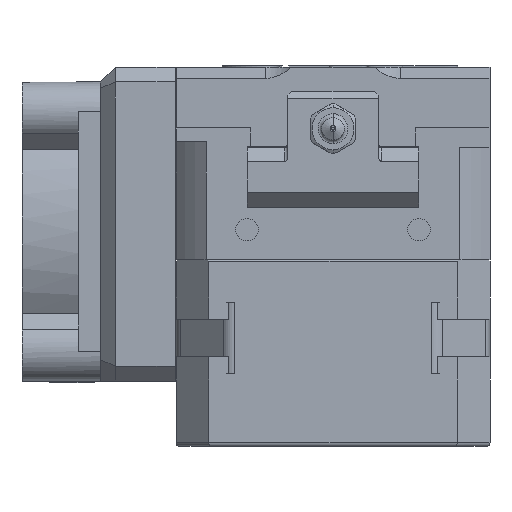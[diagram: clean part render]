
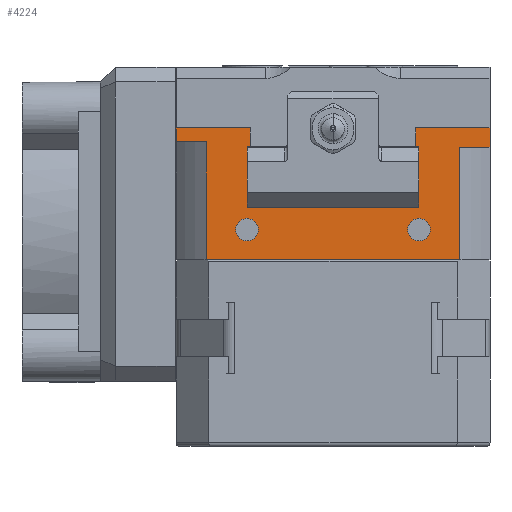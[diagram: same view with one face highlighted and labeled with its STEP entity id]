
A CAD part, front view. The second image highlights one B-rep face of the part: STEP entity #4224.
In plain terms, the highlighted planar face has unit normal (0, -1, 0).
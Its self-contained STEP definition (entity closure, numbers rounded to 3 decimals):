
#11 = ORIENTED_EDGE ( 'NONE', *, *, #14976, .F. ) ;
#63 = LINE ( 'NONE', #8491, #26354 ) ;
#86 = EDGE_CURVE ( 'NONE', #25519, #16963, #22958, .T. ) ;
#500 = VERTEX_POINT ( 'NONE', #16398 ) ;
#780 = VERTEX_POINT ( 'NONE', #15245 ) ;
#1095 = VECTOR ( 'NONE', #20765, 1000. ) ;
#1654 = VECTOR ( 'NONE', #3416, 1000. ) ;
#1754 = CARTESIAN_POINT ( 'NONE',  ( -16.971, -21., 25. ) ) ;
#1762 = LINE ( 'NONE', #9920, #25313 ) ;
#1813 = EDGE_CURVE ( 'NONE', #22124, #21372, #5497, .T. ) ;
#2492 = ORIENTED_EDGE ( 'NONE', *, *, #1813, .F. ) ;
#2918 = VERTEX_POINT ( 'NONE', #1754 ) ;
#2992 = EDGE_CURVE ( 'NONE', #26316, #500, #26841, .T. ) ;
#3029 = VECTOR ( 'NONE', #13956, 1000. ) ;
#3081 = CARTESIAN_POINT ( 'NONE',  ( -16.971, -21., 50.75 ) ) ;
#3157 = LINE ( 'NONE', #15569, #1654 ) ;
#3394 = CARTESIAN_POINT ( 'NONE',  ( 11.1, -21., 25. ) ) ;
#3416 = DIRECTION ( 'NONE',  ( 1., 0., 0. ) ) ;
#3431 = ORIENTED_EDGE ( 'NONE', *, *, #6558, .F. ) ;
#3848 = EDGE_CURVE ( 'NONE', #11137, #780, #1762, .T. ) ;
#3912 = DIRECTION ( 'NONE',  ( 1., 0., 0. ) ) ;
#4055 = DIRECTION ( 'NONE',  ( 1., 0., 0. ) ) ;
#4116 = CARTESIAN_POINT ( 'NONE',  ( -10., -21., 29. ) ) ;
#4224 = ADVANCED_FACE ( 'NONE', ( #26918, #27191, #16448 ), #24835, .F. ) ;
#4500 = CARTESIAN_POINT ( 'NONE',  ( -11.5, -21., 29. ) ) ;
#5289 = AXIS2_PLACEMENT_3D ( 'NONE', #4500, #10852, #6015 ) ;
#5377 = EDGE_LOOP ( 'NONE', ( #25529, #24068 ) ) ;
#5400 = VERTEX_POINT ( 'NONE', #14296 ) ;
#5497 = LINE ( 'NONE', #22570, #20425 ) ;
#5550 = DIRECTION ( 'NONE',  ( 1., 0., 0. ) ) ;
#5675 = ORIENTED_EDGE ( 'NONE', *, *, #24108, .T. ) ;
#5721 = VERTEX_POINT ( 'NONE', #26130 ) ;
#5958 = EDGE_CURVE ( 'NONE', #5400, #11137, #17670, .T. ) ;
#6015 = DIRECTION ( 'NONE',  ( 1., 0., 0. ) ) ;
#6142 = DIRECTION ( 'NONE',  ( 1., 0., 0. ) ) ;
#6558 = EDGE_CURVE ( 'NONE', #500, #21612, #3157, .T. ) ;
#6705 = LINE ( 'NONE', #17033, #24308 ) ;
#6953 = DIRECTION ( 'NONE',  ( 0., 0., -1. ) ) ;
#7629 = DIRECTION ( 'NONE',  ( 0., -1., 0. ) ) ;
#7708 = CARTESIAN_POINT ( 'NONE',  ( -21., -21., 40.75 ) ) ;
#8026 = CARTESIAN_POINT ( 'NONE',  ( 21., -21., 42.6 ) ) ;
#8229 = LINE ( 'NONE', #25008, #20519 ) ;
#8329 = DIRECTION ( 'NONE',  ( 0., 1., 0. ) ) ;
#8364 = DIRECTION ( 'NONE',  ( 0., 0., -1. ) ) ;
#8380 = EDGE_LOOP ( 'NONE', ( #3431, #24633, #12092, #11895, #5675, #20360, #19712, #13346, #2492, #10243, #25423, #25796 ) ) ;
#8491 = CARTESIAN_POINT ( 'NONE',  ( 21., -21., 56.448 ) ) ;
#9574 = VECTOR ( 'NONE', #25410, 1000. ) ;
#9796 = CARTESIAN_POINT ( 'NONE',  ( 11.5, -21., 29. ) ) ;
#9920 = CARTESIAN_POINT ( 'NONE',  ( 16.971, -21., 50.75 ) ) ;
#9998 = VERTEX_POINT ( 'NONE', #24059 ) ;
#10005 = AXIS2_PLACEMENT_3D ( 'NONE', #25259, #8329, #3912 ) ;
#10243 = ORIENTED_EDGE ( 'NONE', *, *, #11414, .F. ) ;
#10262 = CARTESIAN_POINT ( 'NONE',  ( -21., -21., 40.75 ) ) ;
#10469 = DIRECTION ( 'NONE',  ( 0., 0., -1. ) ) ;
#10754 = EDGE_LOOP ( 'NONE', ( #11, #12544 ) ) ;
#10852 = DIRECTION ( 'NONE',  ( 0., -1., 0. ) ) ;
#10872 = CARTESIAN_POINT ( 'NONE',  ( 16.971, -21., 40. ) ) ;
#11137 = VERTEX_POINT ( 'NONE', #10872 ) ;
#11414 = EDGE_CURVE ( 'NONE', #15195, #22124, #27085, .T. ) ;
#11503 = LINE ( 'NONE', #3081, #26096 ) ;
#11568 = VERTEX_POINT ( 'NONE', #19089 ) ;
#11895 = ORIENTED_EDGE ( 'NONE', *, *, #21290, .T. ) ;
#12039 = CARTESIAN_POINT ( 'NONE',  ( -11.5, -21., 29. ) ) ;
#12092 = ORIENTED_EDGE ( 'NONE', *, *, #20028, .T. ) ;
#12544 = ORIENTED_EDGE ( 'NONE', *, *, #15775, .F. ) ;
#12837 = AXIS2_PLACEMENT_3D ( 'NONE', #12039, #7629, #5550 ) ;
#13324 = EDGE_CURVE ( 'NONE', #11568, #15195, #22616, .T. ) ;
#13346 = ORIENTED_EDGE ( 'NONE', *, *, #15487, .F. ) ;
#13956 = DIRECTION ( 'NONE',  ( 1., 0., 0. ) ) ;
#14296 = CARTESIAN_POINT ( 'NONE',  ( 21., -21., 40. ) ) ;
#14534 = DIRECTION ( 'NONE',  ( 0., -1., 0. ) ) ;
#14976 = EDGE_CURVE ( 'NONE', #5721, #9998, #20181, .T. ) ;
#15195 = VERTEX_POINT ( 'NONE', #26020 ) ;
#15245 = CARTESIAN_POINT ( 'NONE',  ( 16.971, -21., 25. ) ) ;
#15487 = EDGE_CURVE ( 'NONE', #21372, #5400, #63, .T. ) ;
#15569 = CARTESIAN_POINT ( 'NONE',  ( 21., -21., 42.6 ) ) ;
#15775 = EDGE_CURVE ( 'NONE', #9998, #5721, #22412, .T. ) ;
#15821 = AXIS2_PLACEMENT_3D ( 'NONE', #18936, #14534, #22922 ) ;
#16398 = CARTESIAN_POINT ( 'NONE',  ( -21., -21., 42.6 ) ) ;
#16448 = FACE_BOUND ( 'NONE', #10754, .T. ) ;
#16541 = EDGE_CURVE ( 'NONE', #16963, #25519, #19367, .T. ) ;
#16893 = DIRECTION ( 'NONE',  ( 0., 0., -1. ) ) ;
#16963 = VERTEX_POINT ( 'NONE', #18943 ) ;
#17033 = CARTESIAN_POINT ( 'NONE',  ( -11.1, -21., 25. ) ) ;
#17670 = LINE ( 'NONE', #23195, #9574 ) ;
#18577 = DIRECTION ( 'NONE',  ( 0., -1., 0. ) ) ;
#18769 = CARTESIAN_POINT ( 'NONE',  ( -11.1, -21., 42.6 ) ) ;
#18936 = CARTESIAN_POINT ( 'NONE',  ( 11.5, -21., 29. ) ) ;
#18943 = CARTESIAN_POINT ( 'NONE',  ( -13., -21., 29. ) ) ;
#19089 = CARTESIAN_POINT ( 'NONE',  ( -11.1, -21., 35.2 ) ) ;
#19367 = CIRCLE ( 'NONE', #5289, 1.5 ) ;
#19510 = VECTOR ( 'NONE', #4055, 1000. ) ;
#19615 = CARTESIAN_POINT ( 'NONE',  ( -16.971, -21., 40.75 ) ) ;
#19712 = ORIENTED_EDGE ( 'NONE', *, *, #5958, .F. ) ;
#20028 = EDGE_CURVE ( 'NONE', #26316, #26084, #22918, .T. ) ;
#20181 = CIRCLE ( 'NONE', #22373, 1.5 ) ;
#20360 = ORIENTED_EDGE ( 'NONE', *, *, #3848, .F. ) ;
#20425 = VECTOR ( 'NONE', #22309, 1000. ) ;
#20519 = VECTOR ( 'NONE', #6142, 1000. ) ;
#20765 = DIRECTION ( 'NONE',  ( 0., 0., 1. ) ) ;
#20815 = EDGE_CURVE ( 'NONE', #21612, #11568, #6705, .T. ) ;
#21165 = CARTESIAN_POINT ( 'NONE',  ( 11.1, -21., 42.6 ) ) ;
#21290 = EDGE_CURVE ( 'NONE', #26084, #2918, #11503, .T. ) ;
#21372 = VERTEX_POINT ( 'NONE', #8026 ) ;
#21612 = VERTEX_POINT ( 'NONE', #18769 ) ;
#22124 = VERTEX_POINT ( 'NONE', #21165 ) ;
#22309 = DIRECTION ( 'NONE',  ( 1., 0., 0. ) ) ;
#22310 = DIRECTION ( 'NONE',  ( 0., 0., 1. ) ) ;
#22373 = AXIS2_PLACEMENT_3D ( 'NONE', #9796, #18577, #26989 ) ;
#22412 = CIRCLE ( 'NONE', #15821, 1.5 ) ;
#22570 = CARTESIAN_POINT ( 'NONE',  ( 21., -21., 42.6 ) ) ;
#22616 = LINE ( 'NONE', #22754, #3029 ) ;
#22754 = CARTESIAN_POINT ( 'NONE',  ( 21., -21., 35.2 ) ) ;
#22918 = LINE ( 'NONE', #10262, #19510 ) ;
#22922 = DIRECTION ( 'NONE',  ( 1., 0., 0. ) ) ;
#22958 = CIRCLE ( 'NONE', #12837, 1.5 ) ;
#23195 = CARTESIAN_POINT ( 'NONE',  ( 16.971, -21., 40. ) ) ;
#24059 = CARTESIAN_POINT ( 'NONE',  ( 10., -21., 29. ) ) ;
#24068 = ORIENTED_EDGE ( 'NONE', *, *, #16541, .F. ) ;
#24108 = EDGE_CURVE ( 'NONE', #2918, #780, #8229, .T. ) ;
#24308 = VECTOR ( 'NONE', #8364, 1000. ) ;
#24633 = ORIENTED_EDGE ( 'NONE', *, *, #2992, .F. ) ;
#24835 = PLANE ( 'NONE',  #10005 ) ;
#25008 = CARTESIAN_POINT ( 'NONE',  ( 16.971, -21., 25. ) ) ;
#25259 = CARTESIAN_POINT ( 'NONE',  ( 21., -21., 25. ) ) ;
#25313 = VECTOR ( 'NONE', #10469, 1000. ) ;
#25410 = DIRECTION ( 'NONE',  ( -1., 0., 0. ) ) ;
#25423 = ORIENTED_EDGE ( 'NONE', *, *, #13324, .F. ) ;
#25519 = VERTEX_POINT ( 'NONE', #4116 ) ;
#25529 = ORIENTED_EDGE ( 'NONE', *, *, #86, .F. ) ;
#25796 = ORIENTED_EDGE ( 'NONE', *, *, #20815, .F. ) ;
#26020 = CARTESIAN_POINT ( 'NONE',  ( 11.1, -21., 35.2 ) ) ;
#26084 = VERTEX_POINT ( 'NONE', #19615 ) ;
#26096 = VECTOR ( 'NONE', #6953, 1000. ) ;
#26130 = CARTESIAN_POINT ( 'NONE',  ( 13., -21., 29. ) ) ;
#26180 = VECTOR ( 'NONE', #22310, 1000. ) ;
#26316 = VERTEX_POINT ( 'NONE', #27294 ) ;
#26354 = VECTOR ( 'NONE', #16893, 1000. ) ;
#26841 = LINE ( 'NONE', #7708, #26180 ) ;
#26918 = FACE_OUTER_BOUND ( 'NONE', #8380, .T. ) ;
#26989 = DIRECTION ( 'NONE',  ( 1., 0., 0. ) ) ;
#27085 = LINE ( 'NONE', #3394, #1095 ) ;
#27191 = FACE_BOUND ( 'NONE', #5377, .T. ) ;
#27294 = CARTESIAN_POINT ( 'NONE',  ( -21., -21., 40.75 ) ) ;
